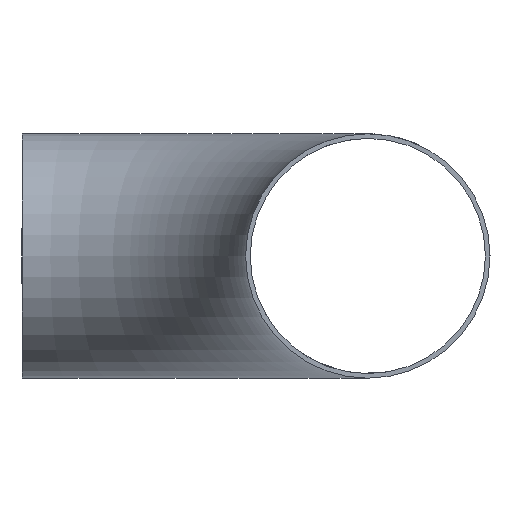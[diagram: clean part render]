
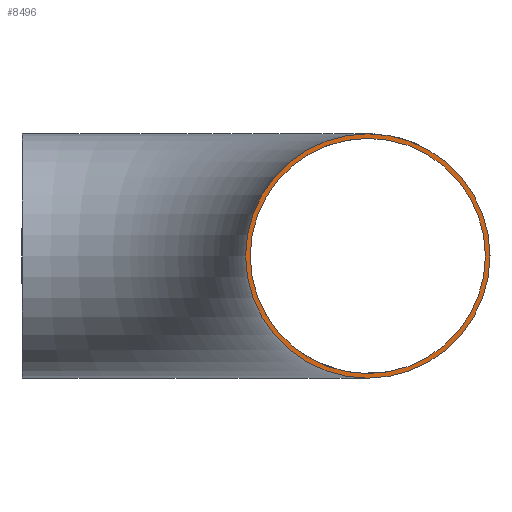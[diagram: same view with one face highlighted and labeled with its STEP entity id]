
A CAD part, left-side view. The second image highlights one B-rep face of the part: STEP entity #8496.
In plain terms, the highlighted planar face has unit normal (-1, 0, 0).
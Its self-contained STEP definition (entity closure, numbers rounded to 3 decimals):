
#451 = FACE_BOUND ( 'NONE', #16892, .T. ) ;
#857 = DIRECTION ( 'NONE',  ( 0., 0., -1. ) ) ;
#1375 = ORIENTED_EDGE ( 'NONE', *, *, #2787, .F. ) ;
#2292 = CARTESIAN_POINT ( 'NONE',  ( 0., 0., 0. ) ) ;
#2553 = DIRECTION ( 'NONE',  ( 1., 0., 0. ) ) ;
#2787 = EDGE_CURVE ( 'NONE', #3232, #5727, #22159, .T. ) ;
#3232 = VERTEX_POINT ( 'NONE', #26179 ) ;
#3246 = EDGE_CURVE ( 'NONE', #5727, #3232, #24405, .T. ) ;
#4346 = CARTESIAN_POINT ( 'NONE',  ( 0., 0., 0. ) ) ;
#4519 = VERTEX_POINT ( 'NONE', #14336 ) ;
#4893 = AXIS2_PLACEMENT_3D ( 'NONE', #22071, #16088, #20092 ) ;
#4988 = CARTESIAN_POINT ( 'NONE',  ( 0., 0., -79.5 ) ) ;
#5147 = EDGE_CURVE ( 'NONE', #4519, #10003, #7079, .T. ) ;
#5727 = VERTEX_POINT ( 'NONE', #4988 ) ;
#6508 = ORIENTED_EDGE ( 'NONE', *, *, #5147, .T. ) ;
#7062 = CARTESIAN_POINT ( 'NONE',  ( 0., 0., 0. ) ) ;
#7079 = CIRCLE ( 'NONE', #4893, 76.5 ) ;
#8496 = ADVANCED_FACE ( 'NONE', ( #451, #16252 ), #24360, .F. ) ;
#9153 = ORIENTED_EDGE ( 'NONE', *, *, #3246, .F. ) ;
#10003 = VERTEX_POINT ( 'NONE', #25707 ) ;
#11810 = DIRECTION ( 'NONE',  ( 0., 0., -1. ) ) ;
#12210 = DIRECTION ( 'NONE',  ( 1., 0., 0. ) ) ;
#13778 = EDGE_CURVE ( 'NONE', #10003, #4519, #14587, .T. ) ;
#14336 = CARTESIAN_POINT ( 'NONE',  ( 0., 0., 76.5 ) ) ;
#14477 = AXIS2_PLACEMENT_3D ( 'NONE', #2292, #2553, #18252 ) ;
#14587 = CIRCLE ( 'NONE', #25212, 76.5 ) ;
#14818 = EDGE_LOOP ( 'NONE', ( #9153, #1375 ) ) ;
#16088 = DIRECTION ( 'NONE',  ( 1., 0., 0. ) ) ;
#16252 = FACE_OUTER_BOUND ( 'NONE', #14818, .T. ) ;
#16892 = EDGE_LOOP ( 'NONE', ( #6508, #24002 ) ) ;
#18252 = DIRECTION ( 'NONE',  ( 0., 0., -1. ) ) ;
#19056 = DIRECTION ( 'NONE',  ( 1., 0., 0. ) ) ;
#20092 = DIRECTION ( 'NONE',  ( 0., 0., -1. ) ) ;
#20452 = DIRECTION ( 'NONE',  ( 1., 0., 0. ) ) ;
#22071 = CARTESIAN_POINT ( 'NONE',  ( 0., 0., 0. ) ) ;
#22159 = CIRCLE ( 'NONE', #25563, 79.5 ) ;
#23139 = AXIS2_PLACEMENT_3D ( 'NONE', #24304, #12210, #11810 ) ;
#24002 = ORIENTED_EDGE ( 'NONE', *, *, #13778, .T. ) ;
#24304 = CARTESIAN_POINT ( 'NONE',  ( 0., 0., 0. ) ) ;
#24360 = PLANE ( 'NONE',  #14477 ) ;
#24405 = CIRCLE ( 'NONE', #23139, 79.5 ) ;
#24566 = DIRECTION ( 'NONE',  ( 0., 0., -1. ) ) ;
#25212 = AXIS2_PLACEMENT_3D ( 'NONE', #4346, #20452, #24566 ) ;
#25563 = AXIS2_PLACEMENT_3D ( 'NONE', #7062, #19056, #857 ) ;
#25707 = CARTESIAN_POINT ( 'NONE',  ( 0., 0., -76.5 ) ) ;
#26179 = CARTESIAN_POINT ( 'NONE',  ( 0., 0., 79.5 ) ) ;
